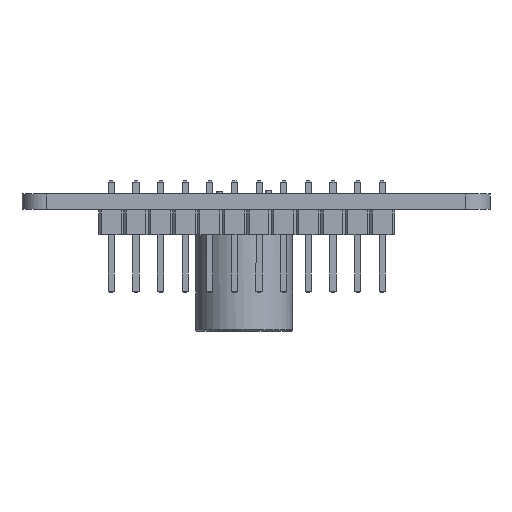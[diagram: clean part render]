
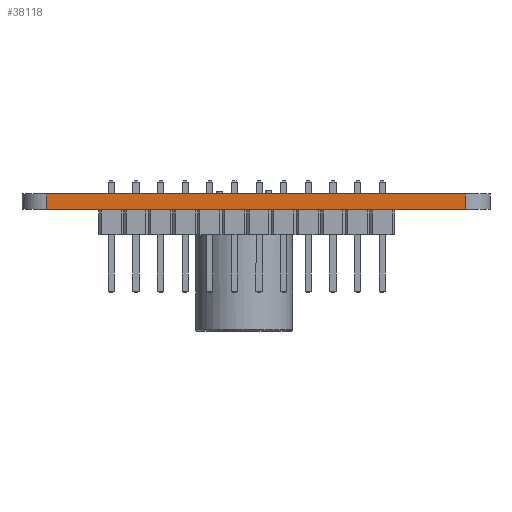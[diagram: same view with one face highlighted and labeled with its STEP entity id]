
A CAD part, left-side view. The second image highlights one B-rep face of the part: STEP entity #38118.
In plain terms, the highlighted planar face has unit normal (-1, 0, 0).
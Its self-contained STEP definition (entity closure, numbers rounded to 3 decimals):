
#33908 = PLANE('',#33909);
#33909 = AXIS2_PLACEMENT_3D('',#33910,#33911,#33912);
#33910 = CARTESIAN_POINT('',(0.,0.,1.6
    ));
#33911 = DIRECTION('',(0.,0.,1.));
#33912 = DIRECTION('',(1.,0.,0.));
#33936 = CYLINDRICAL_SURFACE('',#33937,2.54);
#33937 = AXIS2_PLACEMENT_3D('',#33938,#33939,#33940);
#33938 = CARTESIAN_POINT('',(-19.05,21.59,0.));
#33939 = DIRECTION('',(0.,0.,-1.));
#33940 = DIRECTION('',(1.,0.,0.));
#33962 = PLANE('',#33963);
#33963 = AXIS2_PLACEMENT_3D('',#33964,#33965,#33966);
#33964 = CARTESIAN_POINT('',(0.,0.,
    0.));
#33965 = DIRECTION('',(0.,0.,1.));
#33966 = DIRECTION('',(1.,0.,0.));
#34057 = VERTEX_POINT('',#34058);
#34058 = CARTESIAN_POINT('',(-21.59,21.59,1.6));
#34080 = EDGE_CURVE('',#34081,#34057,#34083,.T.);
#34081 = VERTEX_POINT('',#34082);
#34082 = CARTESIAN_POINT('',(-21.59,21.59,0.));
#34083 = SURFACE_CURVE('',#34084,(#34088,#34095),.PCURVE_S1.);
#34084 = LINE('',#34085,#34086);
#34085 = CARTESIAN_POINT('',(-21.59,21.59,0.));
#34086 = VECTOR('',#34087,1.);
#34087 = DIRECTION('',(0.,0.,1.));
#34088 = PCURVE('',#33936,#34089);
#34089 = DEFINITIONAL_REPRESENTATION('',(#34090),#34094);
#34090 = LINE('',#34091,#34092);
#34091 = CARTESIAN_POINT('',(-3.142,0.));
#34092 = VECTOR('',#34093,1.);
#34093 = DIRECTION('',(0.,-1.));
#34094 = ( GEOMETRIC_REPRESENTATION_CONTEXT(2) 
PARAMETRIC_REPRESENTATION_CONTEXT() REPRESENTATION_CONTEXT('2D SPACE',''
  ) );
#34095 = PCURVE('',#34096,#34101);
#34096 = PLANE('',#34097);
#34097 = AXIS2_PLACEMENT_3D('',#34098,#34099,#34100);
#34098 = CARTESIAN_POINT('',(-21.59,21.59,0.));
#34099 = DIRECTION('',(1.,0.,0.));
#34100 = DIRECTION('',(0.,-1.,0.));
#34101 = DEFINITIONAL_REPRESENTATION('',(#34102),#34106);
#34102 = LINE('',#34103,#34104);
#34103 = CARTESIAN_POINT('',(0.,0.));
#34104 = VECTOR('',#34105,1.);
#34105 = DIRECTION('',(0.,-1.));
#34106 = ( GEOMETRIC_REPRESENTATION_CONTEXT(2) 
PARAMETRIC_REPRESENTATION_CONTEXT() REPRESENTATION_CONTEXT('2D SPACE',''
  ) );
#34135 = EDGE_CURVE('',#34081,#34136,#34138,.T.);
#34136 = VERTEX_POINT('',#34137);
#34137 = CARTESIAN_POINT('',(-21.59,-21.59,0.));
#34138 = SURFACE_CURVE('',#34139,(#34143,#34150),.PCURVE_S1.);
#34139 = LINE('',#34140,#34141);
#34140 = CARTESIAN_POINT('',(-21.59,21.59,0.));
#34141 = VECTOR('',#34142,1.);
#34142 = DIRECTION('',(0.,-1.,0.));
#34143 = PCURVE('',#33962,#34144);
#34144 = DEFINITIONAL_REPRESENTATION('',(#34145),#34149);
#34145 = LINE('',#34146,#34147);
#34146 = CARTESIAN_POINT('',(-21.59,21.59));
#34147 = VECTOR('',#34148,1.);
#34148 = DIRECTION('',(0.,-1.));
#34149 = ( GEOMETRIC_REPRESENTATION_CONTEXT(2) 
PARAMETRIC_REPRESENTATION_CONTEXT() REPRESENTATION_CONTEXT('2D SPACE',''
  ) );
#34150 = PCURVE('',#34096,#34151);
#34151 = DEFINITIONAL_REPRESENTATION('',(#34152),#34156);
#34152 = LINE('',#34153,#34154);
#34153 = CARTESIAN_POINT('',(0.,0.));
#34154 = VECTOR('',#34155,1.);
#34155 = DIRECTION('',(1.,0.));
#34156 = ( GEOMETRIC_REPRESENTATION_CONTEXT(2) 
PARAMETRIC_REPRESENTATION_CONTEXT() REPRESENTATION_CONTEXT('2D SPACE',''
  ) );
#34175 = CYLINDRICAL_SURFACE('',#34176,2.54);
#34176 = AXIS2_PLACEMENT_3D('',#34177,#34178,#34179);
#34177 = CARTESIAN_POINT('',(-19.05,-21.59,0.));
#34178 = DIRECTION('',(0.,0.,-1.));
#34179 = DIRECTION('',(1.,0.,0.));
#36286 = EDGE_CURVE('',#34057,#36287,#36289,.T.);
#36287 = VERTEX_POINT('',#36288);
#36288 = CARTESIAN_POINT('',(-21.59,-21.59,1.6));
#36289 = SURFACE_CURVE('',#36290,(#36294,#36301),.PCURVE_S1.);
#36290 = LINE('',#36291,#36292);
#36291 = CARTESIAN_POINT('',(-21.59,21.59,1.6));
#36292 = VECTOR('',#36293,1.);
#36293 = DIRECTION('',(0.,-1.,0.));
#36294 = PCURVE('',#33908,#36295);
#36295 = DEFINITIONAL_REPRESENTATION('',(#36296),#36300);
#36296 = LINE('',#36297,#36298);
#36297 = CARTESIAN_POINT('',(-21.59,21.59));
#36298 = VECTOR('',#36299,1.);
#36299 = DIRECTION('',(0.,-1.));
#36300 = ( GEOMETRIC_REPRESENTATION_CONTEXT(2) 
PARAMETRIC_REPRESENTATION_CONTEXT() REPRESENTATION_CONTEXT('2D SPACE',''
  ) );
#36301 = PCURVE('',#34096,#36302);
#36302 = DEFINITIONAL_REPRESENTATION('',(#36303),#36307);
#36303 = LINE('',#36304,#36305);
#36304 = CARTESIAN_POINT('',(0.,-1.6));
#36305 = VECTOR('',#36306,1.);
#36306 = DIRECTION('',(1.,0.));
#36307 = ( GEOMETRIC_REPRESENTATION_CONTEXT(2) 
PARAMETRIC_REPRESENTATION_CONTEXT() REPRESENTATION_CONTEXT('2D SPACE',''
  ) );
#38118 = ADVANCED_FACE('',(#38119),#34096,.F.);
#38119 = FACE_BOUND('',#38120,.F.);
#38120 = EDGE_LOOP('',(#38121,#38122,#38123,#38144));
#38121 = ORIENTED_EDGE('',*,*,#34080,.T.);
#38122 = ORIENTED_EDGE('',*,*,#36286,.T.);
#38123 = ORIENTED_EDGE('',*,*,#38124,.F.);
#38124 = EDGE_CURVE('',#34136,#36287,#38125,.T.);
#38125 = SURFACE_CURVE('',#38126,(#38130,#38137),.PCURVE_S1.);
#38126 = LINE('',#38127,#38128);
#38127 = CARTESIAN_POINT('',(-21.59,-21.59,0.));
#38128 = VECTOR('',#38129,1.);
#38129 = DIRECTION('',(0.,0.,1.));
#38130 = PCURVE('',#34096,#38131);
#38131 = DEFINITIONAL_REPRESENTATION('',(#38132),#38136);
#38132 = LINE('',#38133,#38134);
#38133 = CARTESIAN_POINT('',(43.18,0.));
#38134 = VECTOR('',#38135,1.);
#38135 = DIRECTION('',(0.,-1.));
#38136 = ( GEOMETRIC_REPRESENTATION_CONTEXT(2) 
PARAMETRIC_REPRESENTATION_CONTEXT() REPRESENTATION_CONTEXT('2D SPACE',''
  ) );
#38137 = PCURVE('',#34175,#38138);
#38138 = DEFINITIONAL_REPRESENTATION('',(#38139),#38143);
#38139 = LINE('',#38140,#38141);
#38140 = CARTESIAN_POINT('',(-3.142,0.));
#38141 = VECTOR('',#38142,1.);
#38142 = DIRECTION('',(0.,-1.));
#38143 = ( GEOMETRIC_REPRESENTATION_CONTEXT(2) 
PARAMETRIC_REPRESENTATION_CONTEXT() REPRESENTATION_CONTEXT('2D SPACE',''
  ) );
#38144 = ORIENTED_EDGE('',*,*,#34135,.F.);
